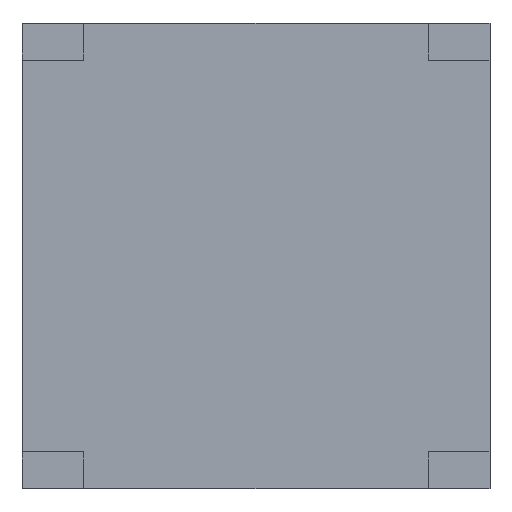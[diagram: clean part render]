
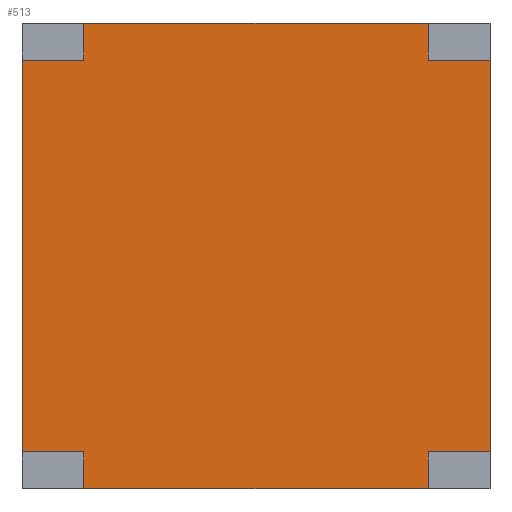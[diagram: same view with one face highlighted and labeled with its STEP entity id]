
A CAD part, front view. The second image highlights one B-rep face of the part: STEP entity #513.
In plain terms, the highlighted planar face has unit normal (0, -1, 0).
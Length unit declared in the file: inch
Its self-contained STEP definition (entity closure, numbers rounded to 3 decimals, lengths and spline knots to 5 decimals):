
#27=FACE_OUTER_BOUND('',#53,.T.);
#53=EDGE_LOOP('',(#379,#380,#381,#382,#383,#384,#385,#386,#387,#388,#389,
#390));
#67=LINE('',#703,#139);
#71=LINE('',#711,#143);
#76=LINE('',#722,#148);
#80=LINE('',#730,#152);
#85=LINE('',#741,#157);
#89=LINE('',#749,#161);
#94=LINE('',#760,#166);
#98=LINE('',#768,#170);
#103=LINE('',#777,#175);
#104=LINE('',#778,#176);
#105=LINE('',#779,#177);
#106=LINE('',#780,#178);
#139=VECTOR('',#577,0.3937);
#143=VECTOR('',#583,0.3937);
#148=VECTOR('',#592,0.3937);
#152=VECTOR('',#598,0.3937);
#157=VECTOR('',#607,0.3937);
#161=VECTOR('',#613,0.3937);
#166=VECTOR('',#622,0.3937);
#170=VECTOR('',#628,0.3937);
#175=VECTOR('',#637,0.3937);
#176=VECTOR('',#638,0.3937);
#177=VECTOR('',#639,0.3937);
#178=VECTOR('',#640,0.3937);
#211=VERTEX_POINT('',#701);
#212=VERTEX_POINT('',#702);
#215=VERTEX_POINT('',#710);
#218=VERTEX_POINT('',#720);
#219=VERTEX_POINT('',#721);
#222=VERTEX_POINT('',#729);
#225=VERTEX_POINT('',#739);
#226=VERTEX_POINT('',#740);
#229=VERTEX_POINT('',#748);
#232=VERTEX_POINT('',#758);
#233=VERTEX_POINT('',#759);
#236=VERTEX_POINT('',#767);
#259=EDGE_CURVE('',#211,#212,#67,.T.);
#263=EDGE_CURVE('',#215,#211,#71,.T.);
#268=EDGE_CURVE('',#218,#219,#76,.T.);
#272=EDGE_CURVE('',#219,#222,#80,.T.);
#277=EDGE_CURVE('',#225,#226,#85,.T.);
#281=EDGE_CURVE('',#229,#225,#89,.T.);
#286=EDGE_CURVE('',#232,#233,#94,.T.);
#290=EDGE_CURVE('',#233,#236,#98,.T.);
#295=EDGE_CURVE('',#212,#229,#103,.T.);
#296=EDGE_CURVE('',#226,#232,#104,.T.);
#297=EDGE_CURVE('',#236,#218,#105,.T.);
#298=EDGE_CURVE('',#222,#215,#106,.T.);
#379=ORIENTED_EDGE('',*,*,#263,.T.);
#380=ORIENTED_EDGE('',*,*,#259,.T.);
#381=ORIENTED_EDGE('',*,*,#295,.T.);
#382=ORIENTED_EDGE('',*,*,#281,.T.);
#383=ORIENTED_EDGE('',*,*,#277,.T.);
#384=ORIENTED_EDGE('',*,*,#296,.T.);
#385=ORIENTED_EDGE('',*,*,#286,.T.);
#386=ORIENTED_EDGE('',*,*,#290,.T.);
#387=ORIENTED_EDGE('',*,*,#297,.T.);
#388=ORIENTED_EDGE('',*,*,#268,.T.);
#389=ORIENTED_EDGE('',*,*,#272,.T.);
#390=ORIENTED_EDGE('',*,*,#298,.T.);
#487=PLANE('',#559);
#513=ADVANCED_FACE('',(#27),#487,.T.);
#559=AXIS2_PLACEMENT_3D('',#776,#635,#636);
#577=DIRECTION('',(-1.,0.,0.));
#583=DIRECTION('',(0.,0.,-1.));
#592=DIRECTION('',(-1.,0.,0.));
#598=DIRECTION('',(0.,0.,1.));
#607=DIRECTION('',(0.,0.,-1.));
#613=DIRECTION('',(1.,0.,0.));
#622=DIRECTION('',(0.,0.,1.));
#628=DIRECTION('',(1.,0.,0.));
#635=DIRECTION('center_axis',(0.,-1.,0.));
#636=DIRECTION('ref_axis',(0.,0.,-1.));
#637=DIRECTION('',(0.,0.,-1.));
#638=DIRECTION('',(1.,0.,0.));
#639=DIRECTION('',(0.,0.,1.));
#640=DIRECTION('',(-1.,0.,0.));
#701=CARTESIAN_POINT('',(-0.36608,-0.0315,0.76897));
#702=CARTESIAN_POINT('',(-0.56293,-0.0315,0.76897));
#703=CARTESIAN_POINT('',(-0.18892,-0.0315,0.76897));
#710=CARTESIAN_POINT('',(-0.36608,-0.0315,0.88708));
#711=CARTESIAN_POINT('',(-0.36608,-0.0315,0.45598));
#720=CARTESIAN_POINT('',(0.93313,-0.0315,0.76897));
#721=CARTESIAN_POINT('',(0.73628,-0.0315,0.76897));
#722=CARTESIAN_POINT('',(0.46069,-0.0315,0.76897));
#729=CARTESIAN_POINT('',(0.73628,-0.0315,0.88708));
#730=CARTESIAN_POINT('',(0.73628,-0.0315,0.51504));
#739=CARTESIAN_POINT('',(-0.36608,-0.0315,-0.483));
#740=CARTESIAN_POINT('',(-0.36608,-0.0315,-0.60111));
#741=CARTESIAN_POINT('',(-0.36608,-0.0315,-0.22906));
#748=CARTESIAN_POINT('',(-0.56293,-0.0315,-0.483));
#749=CARTESIAN_POINT('',(-0.09049,-0.0315,-0.483));
#758=CARTESIAN_POINT('',(0.73628,-0.0315,-0.60111));
#759=CARTESIAN_POINT('',(0.73628,-0.0315,-0.483));
#760=CARTESIAN_POINT('',(0.73628,-0.0315,-0.17));
#767=CARTESIAN_POINT('',(0.93313,-0.0315,-0.483));
#768=CARTESIAN_POINT('',(0.55912,-0.0315,-0.483));
#776=CARTESIAN_POINT('Origin',(0.1851,-0.0315,0.14299));
#777=CARTESIAN_POINT('',(-0.56293,-0.0315,0.88708));
#778=CARTESIAN_POINT('',(-0.56293,-0.0315,-0.60111));
#779=CARTESIAN_POINT('',(0.93313,-0.0315,-0.60111));
#780=CARTESIAN_POINT('',(0.93313,-0.0315,0.88708));
